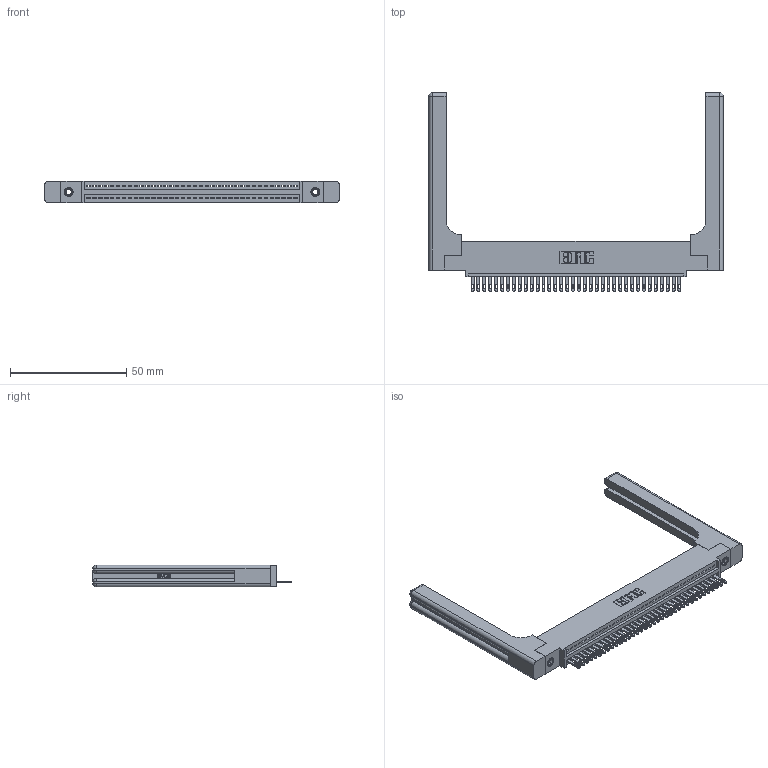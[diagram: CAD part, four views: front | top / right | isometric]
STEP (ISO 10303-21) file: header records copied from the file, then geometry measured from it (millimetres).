
FILE_DESCRIPTION (( 'STEP AP203' ), '1' );
FILE_NAME ('345-036-500-458.STEP', '2019-10-07T22:07:49', ( '' ), ( '' ), 'SwSTEP 2.0', 'SolidWorks 2016', '' );
FILE_SCHEMA (( 'CONFIG_CONTROL_DESIGN' ));
Length unit declared in the file: inch
Products named in the file (5): 345-250-001_345-250-001-102; 345 Part_0.110 Offset - 0.156 Dia-TH; 345-292-001_345-293-100; 345-036-500-458; 345-220-058_345-220-058
Assembly tree (41 placements, depth 2):
  345-036-500-458
    345 Part_0.110 Offset - 0.156 Dia-TH
    345-292-001_345-293-100  x36
    345-250-001_345-250-001-102  x2
    345-220-058_345-220-058  x2
Bounding box: 126.47 x 85.27 x 9.4 mm (x, y, z)
Volume: 20416.7 mm3; surface area: 21216.3 mm2
Topology: 41 solids, 41 shells, 2330 faces, 7067 edges, 4690 vertices
Faces by surface type: plane 1456, cylinder 814, bspline 36, cone 12, sphere 8, torus 4
Entity records: 33146 total; most frequent: CARTESIAN_POINT 6713, ORIENTED_EDGE 5480, DIRECTION 4820, EDGE_CURVE 2740, VECTOR 2368, LINE 2368, VERTEX_POINT 1818, AXIS2_PLACEMENT_3D 1226
